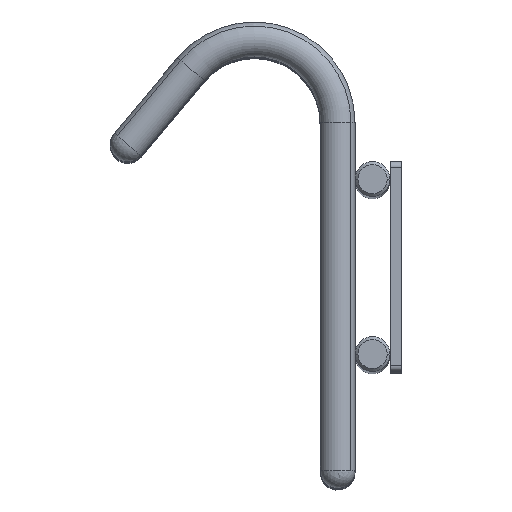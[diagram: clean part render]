
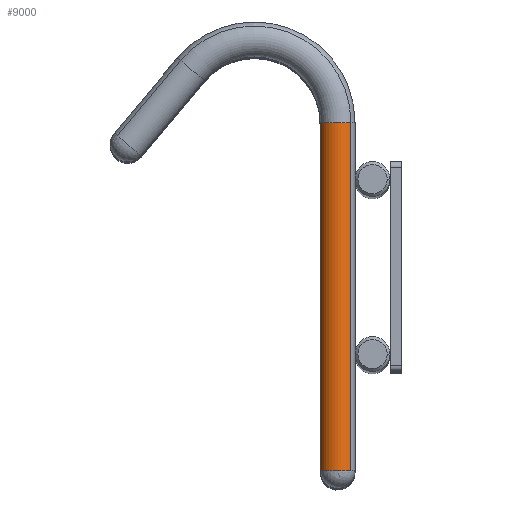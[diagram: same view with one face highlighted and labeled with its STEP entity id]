
A CAD part, top view. The second image highlights one B-rep face of the part: STEP entity #9000.
In plain terms, the highlighted cylindrical face has radius 3 mm (diameter 6 mm), a partial arc.
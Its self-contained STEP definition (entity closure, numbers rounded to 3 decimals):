
#8550=CARTESIAN_POINT('',(-6.,39.749,-300.));
#8560=DIRECTION('',(0.,1.,0.));
#8570=DIRECTION('',(-0.766,0.,
-0.643));
#8580=AXIS2_PLACEMENT_3D('',#8550,#8560,#8570);
#8590=CYLINDRICAL_SURFACE('',#8580,3.);
#8600=CARTESIAN_POINT('',(-8.298,39.749,
-301.928));
#8610=DIRECTION('',(0.,1.,0.));
#8620=VECTOR('',#8610,1.);
#8630=LINE('',#8600,#8620);
#8640=CARTESIAN_POINT('',(-8.298,-20.,-301.928));
#8650=VERTEX_POINT('',#8640);
#8660=CARTESIAN_POINT('',(-8.298,39.749,
-301.928));
#8670=VERTEX_POINT('',#8660);
#8680=EDGE_CURVE('',#8650,#8670,#8630,.T.);
#8690=ORIENTED_EDGE('',*,*,#8680,.F.);
#8700=CARTESIAN_POINT('',(-6.,39.749,-300.));
#8710=DIRECTION('',(0.,-1.,0.));
#8720=DIRECTION('',(-0.766,0.,
-0.643));
#8730=AXIS2_PLACEMENT_3D('',#8700,#8710,#8720);
#8740=CIRCLE('',#8730,3.);
#8750=CARTESIAN_POINT('',(-3.702,39.749,
-298.072));
#8760=VERTEX_POINT('',#8750);
#8770=EDGE_CURVE('',#8760,#8670,#8740,.T.);
#8780=ORIENTED_EDGE('',*,*,#8770,.T.);
#8790=CARTESIAN_POINT('',(-3.702,39.749,
-298.072));
#8800=DIRECTION('',(0.,1.,0.));
#8810=VECTOR('',#8800,1.);
#8820=LINE('',#8790,#8810);
#8830=CARTESIAN_POINT('',(-3.702,-20.,-298.072));
#8840=VERTEX_POINT('',#8830);
#8850=EDGE_CURVE('',#8840,#8760,#8820,.T.);
#8860=ORIENTED_EDGE('',*,*,#8850,.T.);
#8870=CARTESIAN_POINT('',(-6.,-20.,-300.));
#8880=DIRECTION('',(0.,1.,0.));
#8890=DIRECTION('',(0.,0.,-1.));
#8900=AXIS2_PLACEMENT_3D('',#8870,#8880,#8890);
#8910=CIRCLE('',#8900,3.);
#8920=CARTESIAN_POINT('',(-9.,-20.,-300.));
#8930=VERTEX_POINT('',#8920);
#8940=EDGE_CURVE('',#8930,#8840,#8910,.T.);
#8950=ORIENTED_EDGE('',*,*,#8940,.T.);
#8960=EDGE_CURVE('',#8650,#8930,#8910,.T.);
#8970=ORIENTED_EDGE('',*,*,#8960,.T.);
#8980=EDGE_LOOP('',(#8970,#8950,#8860,#8780,#8690));
#8990=FACE_OUTER_BOUND('',#8980,.T.);
#9000=ADVANCED_FACE('',(#8990),#8590,.T.);
